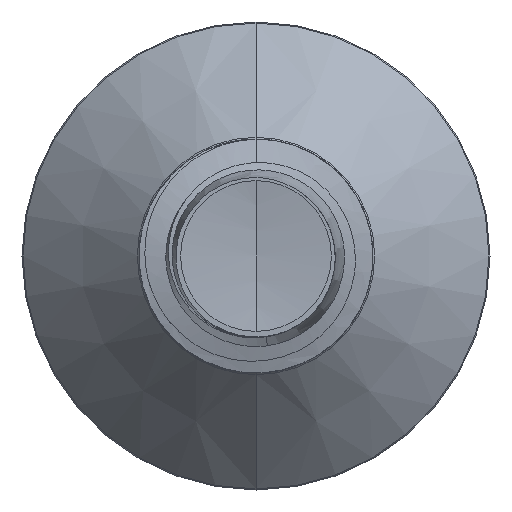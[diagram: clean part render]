
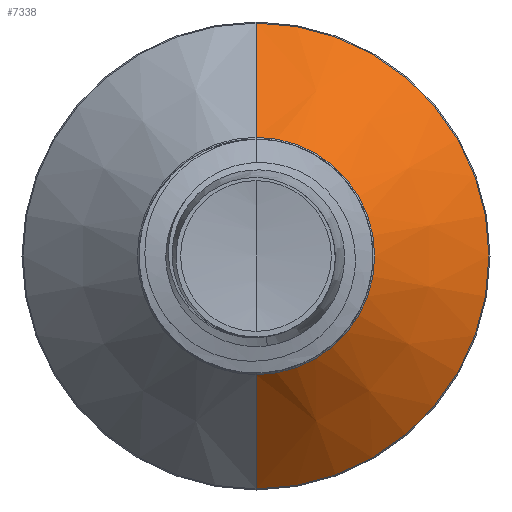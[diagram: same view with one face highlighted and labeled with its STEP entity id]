
A CAD part, front view. The second image highlights one B-rep face of the part: STEP entity #7338.
In plain terms, the highlighted conical face has half-angle 45 degrees and reference radius 1.522 mm.
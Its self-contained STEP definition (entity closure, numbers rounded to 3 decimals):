
#184 = VECTOR ( 'NONE', #9134, 1000. ) ;
#981 = AXIS2_PLACEMENT_3D ( 'NONE', #18944, #9614, #20480 ) ;
#1104 = CARTESIAN_POINT ( 'NONE',  ( 0., 6.972, 1.522 ) ) ;
#1798 = AXIS2_PLACEMENT_3D ( 'NONE', #11723, #2113, #13344 ) ;
#2113 = DIRECTION ( 'NONE',  ( 0., 1., 0. ) ) ;
#2181 = EDGE_LOOP ( 'NONE', ( #14859, #19205, #16062, #17542 ) ) ;
#2761 = VERTEX_POINT ( 'NONE', #3642 ) ;
#3087 = LINE ( 'NONE', #6993, #16088 ) ;
#3359 = DIRECTION ( 'NONE',  ( 0., 1., 0. ) ) ;
#3642 = CARTESIAN_POINT ( 'NONE',  ( 0., 8.437, 2.987 ) ) ;
#3682 = VERTEX_POINT ( 'NONE', #1104 ) ;
#4928 = CARTESIAN_POINT ( 'NONE',  ( 0., 6.972, 0. ) ) ;
#5364 = CARTESIAN_POINT ( 'NONE',  ( 0., 8.437, -2.987 ) ) ;
#5991 = CIRCLE ( 'NONE', #1798, 2.987 ) ;
#6084 = EDGE_CURVE ( 'NONE', #3682, #14916, #7877, .T. ) ;
#6564 = DIRECTION ( 'NONE',  ( 0., 0., 1. ) ) ;
#6993 = CARTESIAN_POINT ( 'NONE',  ( 0., 6.972, -1.522 ) ) ;
#7338 = ADVANCED_FACE ( 'NONE', ( #10020 ), #8848, .T. ) ;
#7877 = CIRCLE ( 'NONE', #981, 1.522 ) ;
#8848 = CONICAL_SURFACE ( 'NONE', #13900, 1.522, 0.785 ) ;
#9134 = DIRECTION ( 'NONE',  ( 0., 0.707, 0.707 ) ) ;
#9223 = VERTEX_POINT ( 'NONE', #5364 ) ;
#9269 = EDGE_CURVE ( 'NONE', #14916, #9223, #3087, .T. ) ;
#9614 = DIRECTION ( 'NONE',  ( 0., 1., 0. ) ) ;
#10020 = FACE_OUTER_BOUND ( 'NONE', #2181, .T. ) ;
#11723 = CARTESIAN_POINT ( 'NONE',  ( 0., 8.437, 0. ) ) ;
#12474 = LINE ( 'NONE', #18501, #184 ) ;
#13344 = DIRECTION ( 'NONE',  ( 0., 0., 1. ) ) ;
#13900 = AXIS2_PLACEMENT_3D ( 'NONE', #4928, #3359, #6564 ) ;
#14859 = ORIENTED_EDGE ( 'NONE', *, *, #6084, .T. ) ;
#14916 = VERTEX_POINT ( 'NONE', #18699 ) ;
#15884 = EDGE_CURVE ( 'NONE', #2761, #9223, #5991, .T. ) ;
#16062 = ORIENTED_EDGE ( 'NONE', *, *, #15884, .F. ) ;
#16088 = VECTOR ( 'NONE', #16444, 1000. ) ;
#16416 = EDGE_CURVE ( 'NONE', #3682, #2761, #12474, .T. ) ;
#16444 = DIRECTION ( 'NONE',  ( 0., 0.707, -0.707 ) ) ;
#17542 = ORIENTED_EDGE ( 'NONE', *, *, #16416, .F. ) ;
#18501 = CARTESIAN_POINT ( 'NONE',  ( 0., 6.972, 1.522 ) ) ;
#18699 = CARTESIAN_POINT ( 'NONE',  ( 0., 6.972, -1.522 ) ) ;
#18944 = CARTESIAN_POINT ( 'NONE',  ( 0., 6.972, 0. ) ) ;
#19205 = ORIENTED_EDGE ( 'NONE', *, *, #9269, .T. ) ;
#20480 = DIRECTION ( 'NONE',  ( 0., 0., 1. ) ) ;
